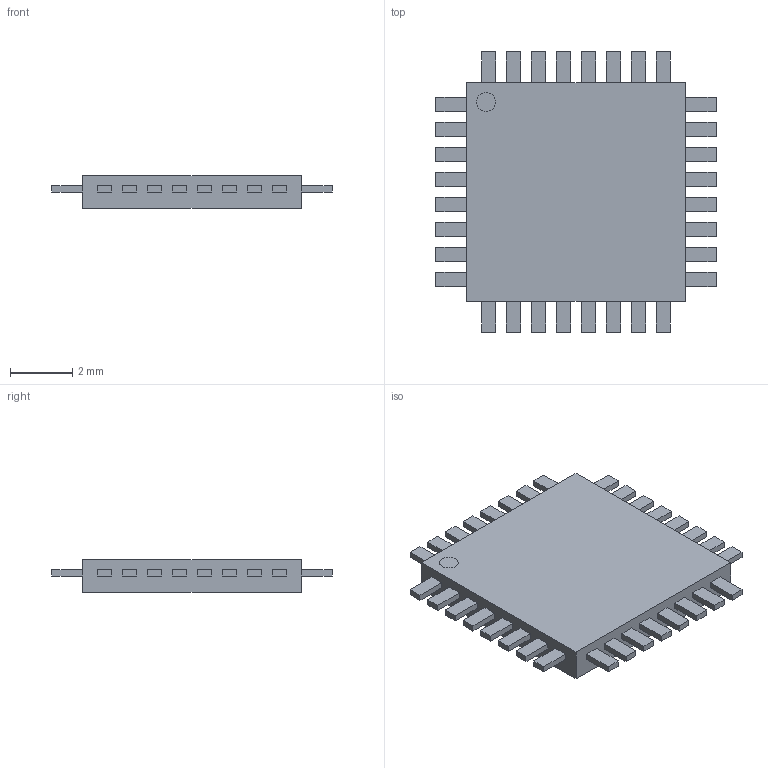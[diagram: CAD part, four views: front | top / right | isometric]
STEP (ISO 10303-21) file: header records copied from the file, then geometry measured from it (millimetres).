
FILE_DESCRIPTION(('FreeCAD Model'),'2;1');
FILE_NAME('Open CASCADE Shape Model','2022-01-08T16:15:42',( 'kicad StepUp'),('ksu MCAD'),'Open CASCADE STEP processor 7.5', 'FreeCAD','Unknown');
FILE_SCHEMA(('AUTOMOTIVE_DESIGN { 1 0 10303 214 1 1 1 1 }'));
Length unit declared in the file: millimetre
Products named in the file (1): QFP32
Bounding box: 8.98 x 8.98 x 1.05 mm (x, y, z)
Surface area: 762.4 mm2
Topology: 5 solids, 5 shells, 519 faces, 1234 edges, 828 vertices
Faces by surface type: plane 517, cylinder 2
Full cylindrical faces by diameter (mm): 0.6 x2
Entity records: 18351 total; most frequent: CARTESIAN_POINT 2582, ORIENTED_EDGE 2460, DIRECTION 2278, EDGE_CURVE 1230, LINE 1230, VECTOR 1230, VERTEX_POINT 820, FACE_BOUND 618
